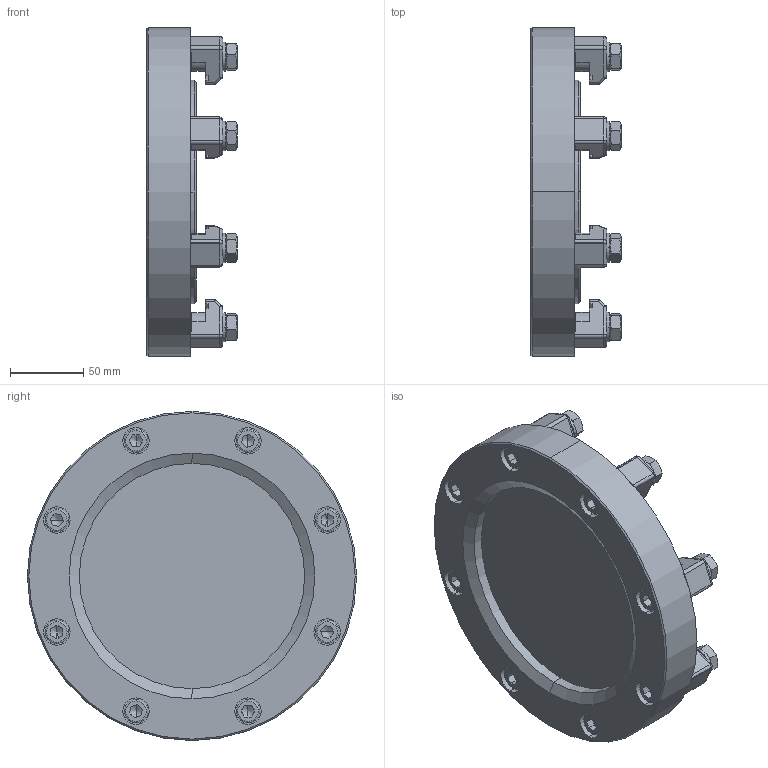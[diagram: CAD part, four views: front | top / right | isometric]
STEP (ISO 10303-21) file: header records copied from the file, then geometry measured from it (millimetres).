
FILE_DESCRIPTION (( 'STEP AP214' ), '1' );
FILE_NAME ('PF412013-T.step', '2017-07-10T07:06:59', ( 'install' ), ( '' ), 'SwSTEP 2.0', 'SolidWorks 2015', '' );
FILE_SCHEMA (( 'AUTOMOTIVE_DESIGN' ));
Length unit declared in the file: millimetre
Products named in the file (1): PF412013-T
Bounding box: 62.1 x 225 x 225 mm (x, y, z)
Surface area: 239047.5 mm2 (no closed solid volume)
Topology: 0 solids, 4 shells, 781 faces, 1913 edges, 1161 vertices
Faces by surface type: plane 330, cylinder 266, cone 110, bspline 55, torus 20
Entity records: 25097 total; most frequent: CARTESIAN_POINT 6939, DIRECTION 3887, ORIENTED_EDGE 3713, EDGE_CURVE 1865, AXIS2_PLACEMENT_3D 1505, VERTEX_POINT 1162, LINE 877, VECTOR 877
